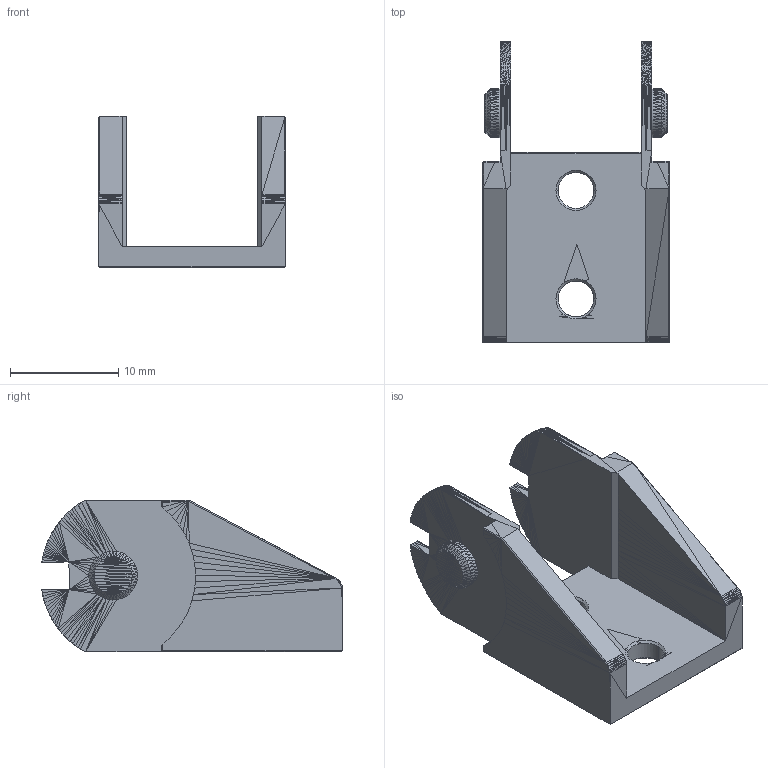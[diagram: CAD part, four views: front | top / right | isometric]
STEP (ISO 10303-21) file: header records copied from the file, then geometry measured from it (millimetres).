
FILE_DESCRIPTION (( 'STEP AP214' ), '1' );
FILE_NAME ('10x11-chain-edge1_nosupport.STEP', '2020-06-07T09:47:44', ( '' ), ( '' ), 'SwSTEP 2.0', 'SolidWorks 2019', '' );
FILE_SCHEMA (( 'AUTOMOTIVE_DESIGN' ));
Length unit declared in the file: millimetre
Products named in the file (1): 10x11-chain-edge1_nosupport
Bounding box: 17.2 x 27.7 x 14 mm (x, y, z)
Volume: 1432.5 mm3; surface area: 2012.6 mm2
Topology: 1 solids, 1 shells, 2401 faces, 3954 edges, 1554 vertices
Faces by surface type: plane 2335, cone 62, cylinder 4
Entity records: 50174 total; most frequent: DIRECTION 8890, CARTESIAN_POINT 7910, ORIENTED_EDGE 7908, EDGE_CURVE 3954, VECTOR 3822, LINE 3822, AXIS2_PLACEMENT_3D 2534, EDGE_LOOP 2404
